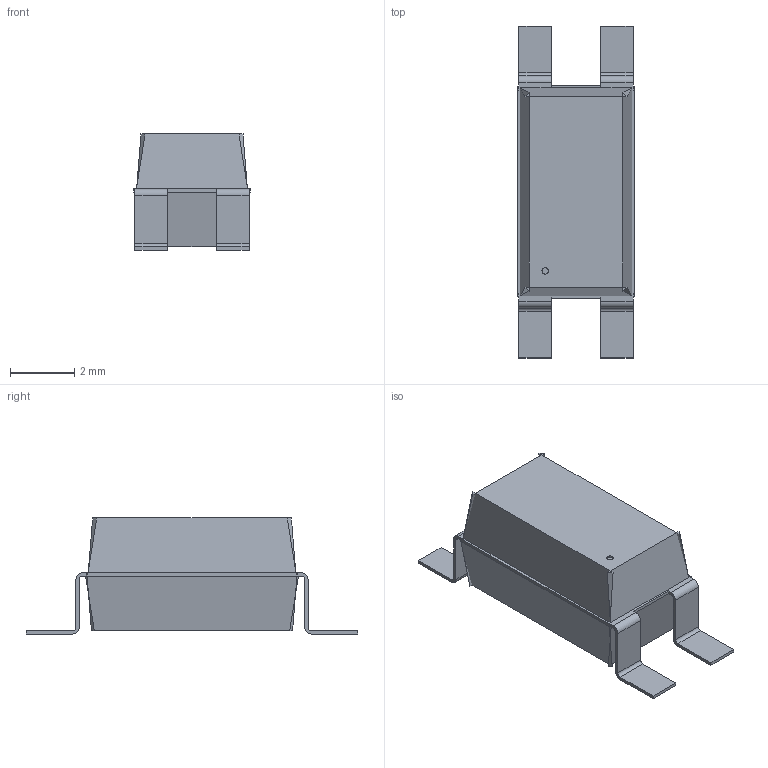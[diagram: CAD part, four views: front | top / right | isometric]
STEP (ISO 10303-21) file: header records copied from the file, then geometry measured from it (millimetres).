
FILE_DESCRIPTION(/* description */ ('model of EL817'),/* implementation_level */ '2;1');
FILE_NAME(/* name */ 'EL817.step',/* time_stamp */ '2021-02-06T18:31:57',/* author */ ('kicad StepUp','ksu'),/* organization */ ('FreeCAD'),/* preprocessor_version */ 'OCC',/* originating_system */ 'kicad StepUp',/* authorisation */ '');
FILE_SCHEMA(('AUTOMOTIVE_DESIGN { 1 0 10303 214 1 1 1 1 }'));
Length unit declared in the file: millimetre
Products named in the file (1): EL817
Bounding box: 3.6 x 10.3 x 3.6 mm (x, y, z)
Volume: 73.1 mm3; surface area: 137.9 mm2
Topology: 1 solids, 1 shells, 96 faces, 251 edges, 158 vertices
Faces by surface type: plane 55, bspline 24, cylinder 17
Full cylindrical faces by diameter (mm): 0.2 x1
Entity records: 6020 total; most frequent: CARTESIAN_POINT 1220, DIRECTION 773, LINE 557, VECTOR 557, ORIENTED_EDGE 470, PCURVE 470, DEFINITIONAL_REPRESENTATION 470, EDGE_CURVE 235
